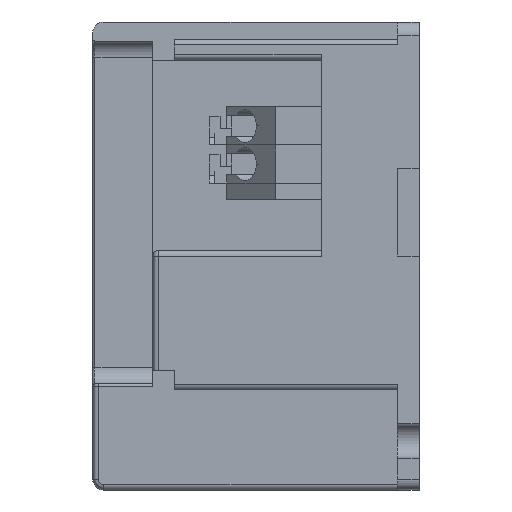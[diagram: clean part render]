
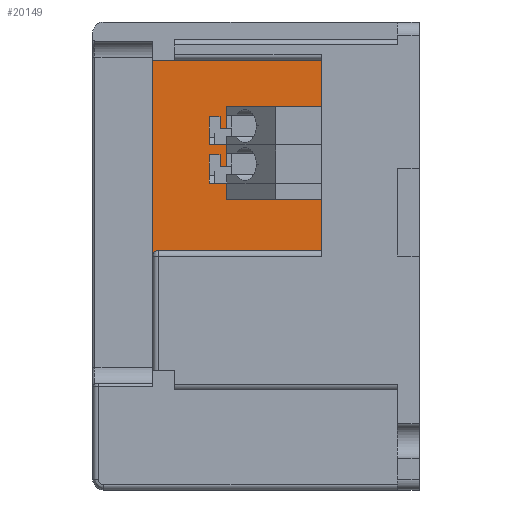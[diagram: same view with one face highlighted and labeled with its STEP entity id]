
A CAD part, left-side view. The second image highlights one B-rep face of the part: STEP entity #20149.
In plain terms, the highlighted planar face has unit normal (-1, 0, 0).
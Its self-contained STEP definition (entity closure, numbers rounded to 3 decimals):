
#173 = PLANE('',#174);
#174 = AXIS2_PLACEMENT_3D('',#175,#176,#177);
#175 = CARTESIAN_POINT('',(-34.,30.,0.5));
#176 = DIRECTION('',(0.,0.,-1.));
#177 = DIRECTION('',(-1.,0.,0.));
#199 = PLANE('',#200);
#200 = AXIS2_PLACEMENT_3D('',#201,#202,#203);
#201 = CARTESIAN_POINT('',(0.,6.2,0.));
#202 = DIRECTION('',(0.,-1.,0.));
#203 = DIRECTION('',(-1.,0.,0.));
#332 = VERTEX_POINT('',#333);
#333 = CARTESIAN_POINT('',(-34.5,6.2,0.5));
#354 = EDGE_CURVE('',#332,#355,#357,.T.);
#355 = VERTEX_POINT('',#356);
#356 = CARTESIAN_POINT('',(-34.5,6.2,19.368));
#357 = SURFACE_CURVE('',#358,(#362,#369),.PCURVE_S1.);
#358 = LINE('',#359,#360);
#359 = CARTESIAN_POINT('',(-34.5,6.2,0.5));
#360 = VECTOR('',#361,1.);
#361 = DIRECTION('',(0.,0.,1.));
#362 = PCURVE('',#199,#363);
#363 = DEFINITIONAL_REPRESENTATION('',(#364),#368);
#364 = LINE('',#365,#366);
#365 = CARTESIAN_POINT('',(34.5,-0.5));
#366 = VECTOR('',#367,1.);
#367 = DIRECTION('',(0.,-1.));
#368 = ( GEOMETRIC_REPRESENTATION_CONTEXT(2) 
PARAMETRIC_REPRESENTATION_CONTEXT() REPRESENTATION_CONTEXT('2D SPACE',''
  ) );
#369 = PCURVE('',#370,#375);
#370 = PLANE('',#371);
#371 = AXIS2_PLACEMENT_3D('',#372,#373,#374);
#372 = CARTESIAN_POINT('',(-34.5,10.,0.));
#373 = DIRECTION('',(-1.,0.,0.));
#374 = DIRECTION('',(0.,0.,1.));
#375 = DEFINITIONAL_REPRESENTATION('',(#376),#380);
#376 = LINE('',#377,#378);
#377 = CARTESIAN_POINT('',(0.5,-3.8));
#378 = VECTOR('',#379,1.);
#379 = DIRECTION('',(1.,0.));
#380 = ( GEOMETRIC_REPRESENTATION_CONTEXT(2) 
PARAMETRIC_REPRESENTATION_CONTEXT() REPRESENTATION_CONTEXT('2D SPACE',''
  ) );
#403 = CYLINDRICAL_SURFACE('',#404,1.5);
#404 = AXIS2_PLACEMENT_3D('',#405,#406,#407);
#405 = CARTESIAN_POINT('',(-35.5,69.108,18.25));
#406 = DIRECTION('',(0.,-1.,0.));
#407 = DIRECTION('',(1.,0.,0.));
#9160 = PLANE('',#9161);
#9161 = AXIS2_PLACEMENT_3D('',#9162,#9163,#9164);
#9162 = CARTESIAN_POINT('',(0.,24.5,0.));
#9163 = DIRECTION('',(0.,1.,0.));
#9164 = DIRECTION('',(1.,0.,0.));
#9939 = VERTEX_POINT('',#9940);
#9940 = CARTESIAN_POINT('',(-34.5,24.5,19.368));
#9962 = EDGE_CURVE('',#9963,#9939,#9965,.T.);
#9963 = VERTEX_POINT('',#9964);
#9964 = CARTESIAN_POINT('',(-34.5,24.5,0.));
#9965 = SURFACE_CURVE('',#9966,(#9970,#9977),.PCURVE_S1.);
#9966 = LINE('',#9967,#9968);
#9967 = CARTESIAN_POINT('',(-34.5,24.5,0.));
#9968 = VECTOR('',#9969,1.);
#9969 = DIRECTION('',(0.,0.,1.));
#9970 = PCURVE('',#9160,#9971);
#9971 = DEFINITIONAL_REPRESENTATION('',(#9972),#9976);
#9972 = LINE('',#9973,#9974);
#9973 = CARTESIAN_POINT('',(-34.5,0.));
#9974 = VECTOR('',#9975,1.);
#9975 = DIRECTION('',(0.,-1.));
#9976 = ( GEOMETRIC_REPRESENTATION_CONTEXT(2) 
PARAMETRIC_REPRESENTATION_CONTEXT() REPRESENTATION_CONTEXT('2D SPACE',''
  ) );
#9977 = PCURVE('',#370,#9978);
#9978 = DEFINITIONAL_REPRESENTATION('',(#9979),#9983);
#9979 = LINE('',#9980,#9981);
#9980 = CARTESIAN_POINT('',(0.,14.5));
#9981 = VECTOR('',#9982,1.);
#9982 = DIRECTION('',(1.,0.));
#9983 = ( GEOMETRIC_REPRESENTATION_CONTEXT(2) 
PARAMETRIC_REPRESENTATION_CONTEXT() REPRESENTATION_CONTEXT('2D SPACE',''
  ) );
#9999 = CYLINDRICAL_SURFACE('',#10000,0.5);
#10000 = AXIS2_PLACEMENT_3D('',#10001,#10002,#10003);
#10001 = CARTESIAN_POINT('',(-48.255,24.,0.));
#10002 = DIRECTION('',(1.,0.,0.));
#10003 = DIRECTION('',(-0.,1.,0.));
#19953 = EDGE_CURVE('',#9963,#19954,#19956,.T.);
#19954 = VERTEX_POINT('',#19955);
#19955 = CARTESIAN_POINT('',(-34.5,24.,0.5));
#19956 = SURFACE_CURVE('',#19957,(#19962,#19969),.PCURVE_S1.);
#19957 = CIRCLE('',#19958,0.5);
#19958 = AXIS2_PLACEMENT_3D('',#19959,#19960,#19961);
#19959 = CARTESIAN_POINT('',(-34.5,24.,0.));
#19960 = DIRECTION('',(1.,0.,0.));
#19961 = DIRECTION('',(-0.,1.,0.));
#19962 = PCURVE('',#9999,#19963);
#19963 = DEFINITIONAL_REPRESENTATION('',(#19964),#19968);
#19964 = LINE('',#19965,#19966);
#19965 = CARTESIAN_POINT('',(0.,13.755));
#19966 = VECTOR('',#19967,1.);
#19967 = DIRECTION('',(1.,0.));
#19968 = ( GEOMETRIC_REPRESENTATION_CONTEXT(2) 
PARAMETRIC_REPRESENTATION_CONTEXT() REPRESENTATION_CONTEXT('2D SPACE',''
  ) );
#19969 = PCURVE('',#370,#19970);
#19970 = DEFINITIONAL_REPRESENTATION('',(#19971),#19979);
#19971 = ( BOUNDED_CURVE() B_SPLINE_CURVE(2,(#19972,#19973,#19974,#19975
    ,#19976,#19977,#19978),.UNSPECIFIED.,.T.,.F.) 
B_SPLINE_CURVE_WITH_KNOTS((1,2,2,2,2,1),(-2.094,0.,
    2.094,4.189,6.283,8.378),
.UNSPECIFIED.) CURVE() GEOMETRIC_REPRESENTATION_ITEM() 
RATIONAL_B_SPLINE_CURVE((1.,0.5,1.,0.5,1.,0.5,1.)) REPRESENTATION_ITEM(
  '') );
#19972 = CARTESIAN_POINT('',(0.,14.5));
#19973 = CARTESIAN_POINT('',(0.866,14.5));
#19974 = CARTESIAN_POINT('',(0.433,13.75));
#19975 = CARTESIAN_POINT('',(0.,13.));
#19976 = CARTESIAN_POINT('',(-0.433,13.75));
#19977 = CARTESIAN_POINT('',(-0.866,14.5));
#19978 = CARTESIAN_POINT('',(0.,14.5));
#19979 = ( GEOMETRIC_REPRESENTATION_CONTEXT(2) 
PARAMETRIC_REPRESENTATION_CONTEXT() REPRESENTATION_CONTEXT('2D SPACE',''
  ) );
#20008 = EDGE_CURVE('',#19954,#332,#20009,.T.);
#20009 = SURFACE_CURVE('',#20010,(#20014,#20021),.PCURVE_S1.);
#20010 = LINE('',#20011,#20012);
#20011 = CARTESIAN_POINT('',(-34.5,24.,0.5));
#20012 = VECTOR('',#20013,1.);
#20013 = DIRECTION('',(0.,-1.,0.));
#20014 = PCURVE('',#173,#20015);
#20015 = DEFINITIONAL_REPRESENTATION('',(#20016),#20020);
#20016 = LINE('',#20017,#20018);
#20017 = CARTESIAN_POINT('',(0.5,-6.));
#20018 = VECTOR('',#20019,1.);
#20019 = DIRECTION('',(0.,-1.));
#20020 = ( GEOMETRIC_REPRESENTATION_CONTEXT(2) 
PARAMETRIC_REPRESENTATION_CONTEXT() REPRESENTATION_CONTEXT('2D SPACE',''
  ) );
#20021 = PCURVE('',#370,#20022);
#20022 = DEFINITIONAL_REPRESENTATION('',(#20023),#20027);
#20023 = LINE('',#20024,#20025);
#20024 = CARTESIAN_POINT('',(0.5,14.));
#20025 = VECTOR('',#20026,1.);
#20026 = DIRECTION('',(0.,-1.));
#20027 = ( GEOMETRIC_REPRESENTATION_CONTEXT(2) 
PARAMETRIC_REPRESENTATION_CONTEXT() REPRESENTATION_CONTEXT('2D SPACE',''
  ) );
#20149 = ADVANCED_FACE('',(#20150),#370,.T.);
#20150 = FACE_BOUND('',#20151,.F.);
#20151 = EDGE_LOOP('',(#20152,#20153,#20154,#20155,#20176));
#20152 = ORIENTED_EDGE('',*,*,#20008,.F.);
#20153 = ORIENTED_EDGE('',*,*,#19953,.F.);
#20154 = ORIENTED_EDGE('',*,*,#9962,.T.);
#20155 = ORIENTED_EDGE('',*,*,#20156,.T.);
#20156 = EDGE_CURVE('',#9939,#355,#20157,.T.);
#20157 = SURFACE_CURVE('',#20158,(#20162,#20169),.PCURVE_S1.);
#20158 = LINE('',#20159,#20160);
#20159 = CARTESIAN_POINT('',(-34.5,24.5,19.368));
#20160 = VECTOR('',#20161,1.);
#20161 = DIRECTION('',(0.,-1.,0.));
#20162 = PCURVE('',#370,#20163);
#20163 = DEFINITIONAL_REPRESENTATION('',(#20164),#20168);
#20164 = LINE('',#20165,#20166);
#20165 = CARTESIAN_POINT('',(19.368,14.5));
#20166 = VECTOR('',#20167,1.);
#20167 = DIRECTION('',(0.,-1.));
#20168 = ( GEOMETRIC_REPRESENTATION_CONTEXT(2) 
PARAMETRIC_REPRESENTATION_CONTEXT() REPRESENTATION_CONTEXT('2D SPACE',''
  ) );
#20169 = PCURVE('',#403,#20170);
#20170 = DEFINITIONAL_REPRESENTATION('',(#20171),#20175);
#20171 = LINE('',#20172,#20173);
#20172 = CARTESIAN_POINT('',(0.841,44.608));
#20173 = VECTOR('',#20174,1.);
#20174 = DIRECTION('',(0.,1.));
#20175 = ( GEOMETRIC_REPRESENTATION_CONTEXT(2) 
PARAMETRIC_REPRESENTATION_CONTEXT() REPRESENTATION_CONTEXT('2D SPACE',''
  ) );
#20176 = ORIENTED_EDGE('',*,*,#354,.F.);
